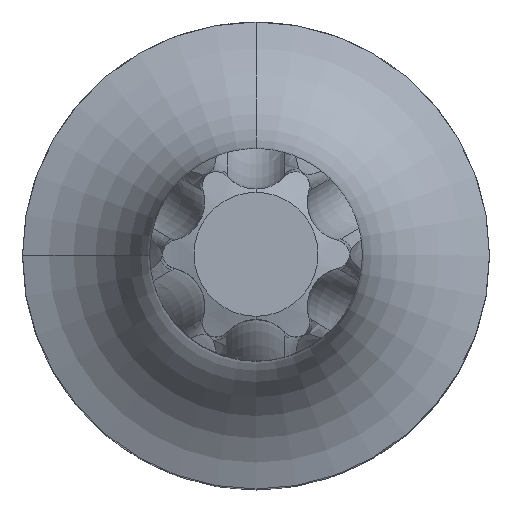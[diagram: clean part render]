
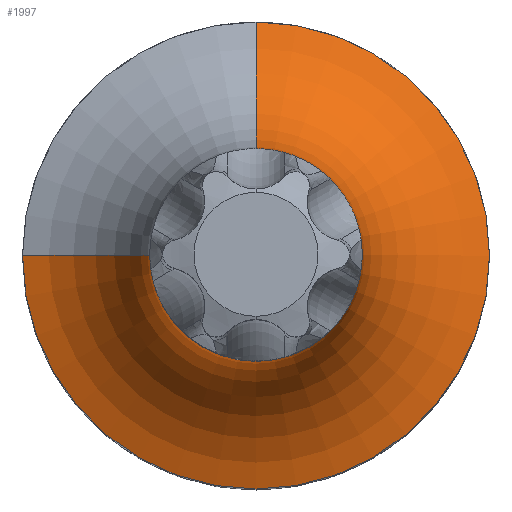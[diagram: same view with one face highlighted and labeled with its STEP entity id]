
A CAD part, top view. The second image highlights one B-rep face of the part: STEP entity #1997.
In plain terms, the highlighted toroidal (fillet/blend) face has major radius 13 mm and minor radius 8 mm.
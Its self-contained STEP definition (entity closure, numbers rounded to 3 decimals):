
#71=CARTESIAN_POINT('',(0.,0.,17.));
#72=DIRECTION('',(0.,0.,1.));
#73=DIRECTION('',(1.,0.,0.));
#74=AXIS2_PLACEMENT_3D('',#71,#72,#73);
#262=CARTESIAN_POINT('',(0.,0.,24.746));
#263=DIRECTION('',(0.,0.,1.));
#264=DIRECTION('',(0.,-1.,0.));
#265=AXIS2_PLACEMENT_3D('',#262,#263,#264);
#267=CARTESIAN_POINT('',(0.,0.,17.));
#268=DIRECTION('',(0.,0.,-1.));
#269=DIRECTION('',(1.,0.,0.));
#270=AXIS2_PLACEMENT_3D('',#267,#268,#269);
#272=CARTESIAN_POINT('',(-13.,0.,24.746));
#273=DIRECTION('',(0.,-1.,0.));
#274=DIRECTION('',(0.25,0.,-0.968));
#275=AXIS2_PLACEMENT_3D('',#272,#273,#274);
#786=CARTESIAN_POINT('',(0.,0.,24.746));
#787=DIRECTION('',(0.,0.,1.));
#788=DIRECTION('',(-1.,0.,0.));
#789=AXIS2_PLACEMENT_3D('',#786,#787,#788);
#1291=CARTESIAN_POINT('',(0.,13.,24.746));
#1292=DIRECTION('',(-1.,0.,0.));
#1293=DIRECTION('',(0.,-0.25,-0.968));
#1294=AXIS2_PLACEMENT_3D('',#1291,#1292,#1293);
#1656=CARTESIAN_POINT('',(11.,0.,17.));
#1657=CARTESIAN_POINT('',(0.,11.,17.));
#1658=VERTEX_POINT('',#1656);
#1659=VERTEX_POINT('',#1657);
#1660=CARTESIAN_POINT('',(-11.,0.,17.));
#1661=VERTEX_POINT('',#1660);
#1662=CARTESIAN_POINT('',(0.,5.,24.746));
#1663=CARTESIAN_POINT('',(-5.,0.,24.746));
#1664=VERTEX_POINT('',#1662);
#1665=VERTEX_POINT('',#1663);
#1666=CARTESIAN_POINT('',(0.,-5.,24.746));
#1667=VERTEX_POINT('',#1666);
#1980=CARTESIAN_POINT('',(0.,0.,24.746));
#1981=DIRECTION('',(0.,0.,1.));
#1982=DIRECTION('',(-0.018,-1.,0.));
#1983=AXIS2_PLACEMENT_3D('',#1980,#1981,#1982);
#1984=TOROIDAL_SURFACE('',#1983,13.,8.);
#1986=ORIENTED_EDGE('',*,*,#1985,.T.);
#1988=ORIENTED_EDGE('',*,*,#1987,.F.);
#1989=ORIENTED_EDGE('',*,*,#1845,.F.);
#1990=ORIENTED_EDGE('',*,*,#1948,.T.);
#1992=ORIENTED_EDGE('',*,*,#1991,.T.);
#1994=ORIENTED_EDGE('',*,*,#1993,.T.);
#1995=EDGE_LOOP('',(#1986,#1988,#1989,#1990,#1992,#1994));
#1996=FACE_OUTER_BOUND('',#1995,.F.);
#1997=ADVANCED_FACE('',(#1996),#1984,.F.);
#75=CIRCLE('',#74,11.);
#266=CIRCLE('',#265,5.);
#271=CIRCLE('',#270,11.);
#276=CIRCLE('',#275,8.);
#790=CIRCLE('',#789,5.);
#1295=CIRCLE('',#1294,8.);
#1845=EDGE_CURVE('',#1658,#1659,#75,.T.);
#1948=EDGE_CURVE('',#1658,#1661,#271,.T.);
#1985=EDGE_CURVE('',#1667,#1664,#266,.T.);
#1987=EDGE_CURVE('',#1659,#1664,#1295,.T.);
#1991=EDGE_CURVE('',#1661,#1665,#276,.T.);
#1993=EDGE_CURVE('',#1665,#1667,#790,.T.);
